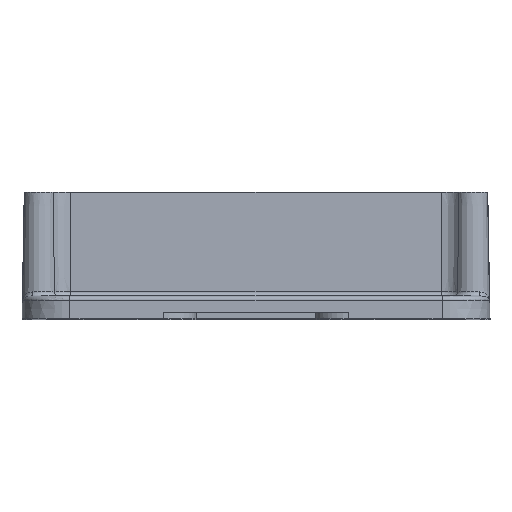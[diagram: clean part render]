
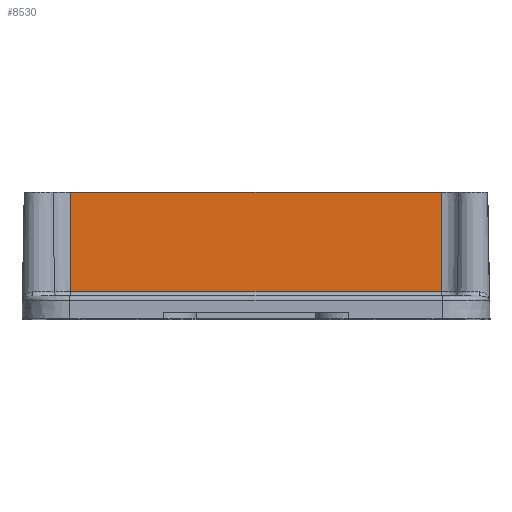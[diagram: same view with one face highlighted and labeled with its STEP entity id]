
A CAD part, top view. The second image highlights one B-rep face of the part: STEP entity #8530.
In plain terms, the highlighted planar face has unit normal (0, 0.018, 1).
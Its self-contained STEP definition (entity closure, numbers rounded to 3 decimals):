
#120=DIRECTION('',(1.,0.,0.));
#121=VECTOR('',#120,178.289);
#122=CARTESIAN_POINT('',(-89.144,50.,123.75));
#123=LINE('13828',#122,#121);
#2962=DIRECTION('',(-1.,0.,0.));
#2963=VECTOR('',#2962,178.289);
#2964=CARTESIAN_POINT('',(89.144,1.965,124.588));
#2965=LINE('15494',#2964,#2963);
#2966=DIRECTION('',(0.,1.,-0.017));
#2967=VECTOR('',#2966,48.042);
#2968=CARTESIAN_POINT('',(-89.144,1.965,124.588));
#2969=LINE('15522',#2968,#2967);
#2970=DIRECTION('',(0.,-1.,0.017));
#2971=VECTOR('',#2970,48.042);
#2972=CARTESIAN_POINT('',(89.144,50.,123.75));
#2973=LINE('15520',#2972,#2971);
#4008=CARTESIAN_POINT('',(-89.144,50.,123.75));
#4009=CARTESIAN_POINT('',(89.144,50.,123.75));
#4010=VERTEX_POINT('',#4008);
#4011=VERTEX_POINT('',#4009);
#4106=CARTESIAN_POINT('',(-89.144,1.965,124.588));
#4107=VERTEX_POINT('',#4106);
#4110=CARTESIAN_POINT('',(89.144,1.965,124.588));
#4111=VERTEX_POINT('',#4110);
#8517=CARTESIAN_POINT('',(-95.62,50.,123.75));
#8518=DIRECTION('',(0.,0.017,1.));
#8519=DIRECTION('',(1.,0.,0.));
#8520=AXIS2_PLACEMENT_3D('',#8517,#8518,#8519);
#8521=PLANE('13629',#8520);
#8523=ORIENTED_EDGE('15494',*,*,#8522,.T.);
#8525=ORIENTED_EDGE('15522',*,*,#8524,.T.);
#8526=ORIENTED_EDGE('13828',*,*,#4805,.T.);
#8527=ORIENTED_EDGE('15520',*,*,#8510,.T.);
#8528=EDGE_LOOP('13629',(#8523,#8525,#8526,#8527));
#8529=FACE_OUTER_BOUND('13629',#8528,.F.);
#4805=EDGE_CURVE('13828',#4010,#4011,#123,.T.);
#8510=EDGE_CURVE('15520',#4011,#4111,#2973,.T.);
#8522=EDGE_CURVE('15494',#4111,#4107,#2965,.T.);
#8524=EDGE_CURVE('15522',#4107,#4010,#2969,.T.);
#8530=ADVANCED_FACE('13629',(#8529),#8521,.T.);
